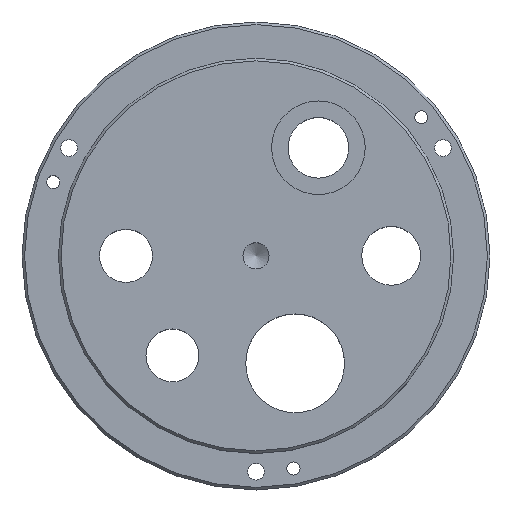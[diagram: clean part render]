
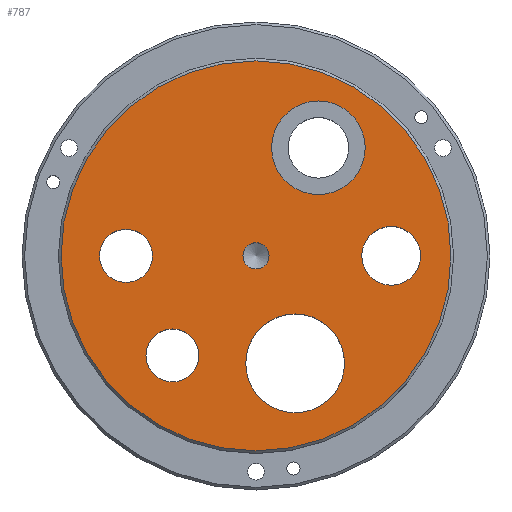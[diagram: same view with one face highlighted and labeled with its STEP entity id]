
A CAD part, top view. The second image highlights one B-rep face of the part: STEP entity #787.
In plain terms, the highlighted planar face has unit normal (0, 0, 1).
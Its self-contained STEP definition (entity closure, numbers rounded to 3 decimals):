
#58=FACE_BOUND('',#200,.T.);
#59=FACE_BOUND('',#201,.T.);
#60=FACE_BOUND('',#202,.T.);
#61=FACE_BOUND('',#203,.T.);
#62=FACE_BOUND('',#204,.T.);
#63=FACE_BOUND('',#205,.T.);
#75=PLANE('',#924);
#121=FACE_OUTER_BOUND('',#199,.T.);
#199=EDGE_LOOP('',(#691));
#200=EDGE_LOOP('',(#692));
#201=EDGE_LOOP('',(#693));
#202=EDGE_LOOP('',(#694));
#203=EDGE_LOOP('',(#695));
#204=EDGE_LOOP('',(#696));
#205=EDGE_LOOP('',(#697));
#273=CIRCLE('',#808,9.);
#293=CIRCLE('',#836,5.65);
#295=CIRCLE('',#840,9.5);
#299=CIRCLE('',#847,5.1);
#303=CIRCLE('',#854,5.1);
#307=CIRCLE('',#864,2.518);
#344=CIRCLE('',#923,37.5);
#345=VERTEX_POINT('',#1211);
#365=VERTEX_POINT('',#1263);
#367=VERTEX_POINT('',#1271);
#371=VERTEX_POINT('',#1284);
#375=VERTEX_POINT('',#1297);
#380=VERTEX_POINT('',#1318);
#409=VERTEX_POINT('',#1415);
#410=EDGE_CURVE('',#345,#345,#273,.T.);
#435=EDGE_CURVE('',#365,#365,#293,.T.);
#439=EDGE_CURVE('',#367,#367,#295,.T.);
#445=EDGE_CURVE('',#371,#371,#299,.T.);
#451=EDGE_CURVE('',#375,#375,#303,.T.);
#460=EDGE_CURVE('',#380,#380,#307,.T.);
#506=EDGE_CURVE('',#409,#409,#344,.T.);
#691=ORIENTED_EDGE('',*,*,#506,.F.);
#692=ORIENTED_EDGE('',*,*,#410,.T.);
#693=ORIENTED_EDGE('',*,*,#439,.T.);
#694=ORIENTED_EDGE('',*,*,#451,.T.);
#695=ORIENTED_EDGE('',*,*,#445,.T.);
#696=ORIENTED_EDGE('',*,*,#435,.T.);
#697=ORIENTED_EDGE('',*,*,#460,.T.);
#787=ADVANCED_FACE('',(#121,#58,#59,#60,#61,#62,#63),#75,.T.);
#808=AXIS2_PLACEMENT_3D('',#1212,#934,#935);
#836=AXIS2_PLACEMENT_3D('',#1265,#995,#996);
#840=AXIS2_PLACEMENT_3D('',#1273,#1005,#1006);
#847=AXIS2_PLACEMENT_3D('',#1286,#1021,#1022);
#854=AXIS2_PLACEMENT_3D('',#1299,#1037,#1038);
#864=AXIS2_PLACEMENT_3D('',#1319,#1062,#1063);
#923=AXIS2_PLACEMENT_3D('',#1416,#1189,#1190);
#924=AXIS2_PLACEMENT_3D('',#1418,#1192,#1193);
#934=DIRECTION('center_axis',(0.,0.,-1.));
#935=DIRECTION('ref_axis',(-1.,0.,0.));
#995=DIRECTION('center_axis',(0.,0.,-1.));
#996=DIRECTION('ref_axis',(1.,0.,0.));
#1005=DIRECTION('center_axis',(0.,0.,-1.));
#1006=DIRECTION('ref_axis',(1.,0.,0.));
#1021=DIRECTION('center_axis',(0.,0.,-1.));
#1022=DIRECTION('ref_axis',(1.,0.,0.));
#1037=DIRECTION('center_axis',(0.,0.,-1.));
#1038=DIRECTION('ref_axis',(1.,0.,0.));
#1062=DIRECTION('center_axis',(0.,0.,-1.));
#1063=DIRECTION('ref_axis',(1.,0.,0.));
#1189=DIRECTION('center_axis',(0.,0.,-1.));
#1190=DIRECTION('ref_axis',(-1.,0.,0.));
#1192=DIRECTION('center_axis',(0.,0.,1.));
#1193=DIRECTION('ref_axis',(1.,0.,0.));
#1211=CARTESIAN_POINT('',(21.,20.785,19.));
#1212=CARTESIAN_POINT('Origin',(12.,20.785,19.));
#1263=CARTESIAN_POINT('',(20.35,0.,19.));
#1265=CARTESIAN_POINT('Origin',(26.,0.,19.));
#1271=CARTESIAN_POINT('',(-1.976,-20.673,19.));
#1273=CARTESIAN_POINT('Origin',(7.524,-20.673,19.));
#1284=CARTESIAN_POINT('',(-21.17,-19.151,19.));
#1286=CARTESIAN_POINT('Origin',(-16.07,-19.151,19.));
#1297=CARTESIAN_POINT('',(-30.1,0.,19.));
#1299=CARTESIAN_POINT('Origin',(-25.,0.,19.));
#1318=CARTESIAN_POINT('',(-2.518,0.,19.));
#1319=CARTESIAN_POINT('Origin',(0.,0.,19.));
#1415=CARTESIAN_POINT('',(37.5,0.,19.));
#1416=CARTESIAN_POINT('Origin',(0.,0.,19.));
#1418=CARTESIAN_POINT('Origin',(0.,0.,19.));
